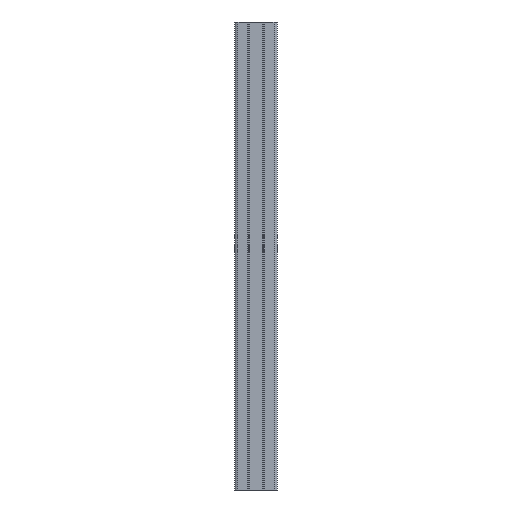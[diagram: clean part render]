
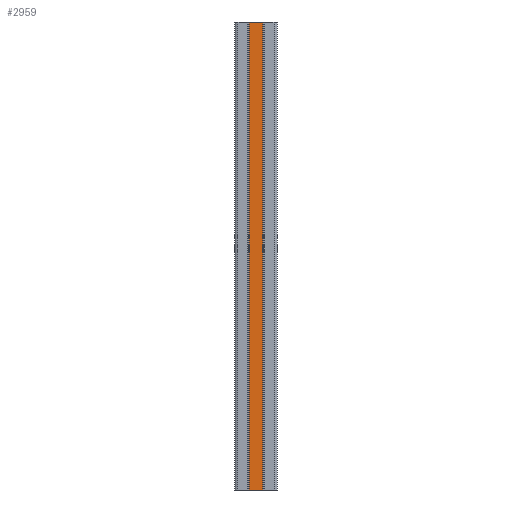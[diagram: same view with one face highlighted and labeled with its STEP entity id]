
A CAD part, front view. The second image highlights one B-rep face of the part: STEP entity #2959.
In plain terms, the highlighted planar face has unit normal (0, -1, 0).
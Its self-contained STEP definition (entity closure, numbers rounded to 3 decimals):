
#172 = AXIS2_PLACEMENT_3D ( 'NONE', #4772, #2595, #2227 ) ;
#371 = EDGE_CURVE ( 'NONE', #4271, #4657, #4409, .T. ) ;
#505 = LINE ( 'NONE', #1362, #2667 ) ;
#509 = VERTEX_POINT ( 'NONE', #1155 ) ;
#548 = EDGE_CURVE ( 'NONE', #509, #4657, #716, .T. ) ;
#716 = LINE ( 'NONE', #5015, #4232 ) ;
#849 = EDGE_LOOP ( 'NONE', ( #1511, #3597, #4659, #2933 ) ) ;
#889 = FACE_OUTER_BOUND ( 'NONE', #849, .T. ) ;
#1155 = CARTESIAN_POINT ( 'NONE',  ( -3.143, -3.85, -110. ) ) ;
#1351 = DIRECTION ( 'NONE',  ( 0., 0., -1. ) ) ;
#1362 = CARTESIAN_POINT ( 'NONE',  ( -3.143, -3.85, 110. ) ) ;
#1511 = ORIENTED_EDGE ( 'NONE', *, *, #548, .T. ) ;
#1755 = VECTOR ( 'NONE', #2917, 1000. ) ;
#2020 = DIRECTION ( 'NONE',  ( 1., 0., 0. ) ) ;
#2109 = VERTEX_POINT ( 'NONE', #2860 ) ;
#2129 = DIRECTION ( 'NONE',  ( 0., 0., -1. ) ) ;
#2148 = CARTESIAN_POINT ( 'NONE',  ( 3.143, -3.85, 110. ) ) ;
#2227 = DIRECTION ( 'NONE',  ( 0., 0., 1. ) ) ;
#2321 = EDGE_CURVE ( 'NONE', #2109, #4271, #3266, .T. ) ;
#2595 = DIRECTION ( 'NONE',  ( 0., 1., 0. ) ) ;
#2667 = VECTOR ( 'NONE', #2129, 1000. ) ;
#2707 = EDGE_CURVE ( 'NONE', #2109, #509, #505, .T. ) ;
#2860 = CARTESIAN_POINT ( 'NONE',  ( -3.143, -3.85, 110. ) ) ;
#2917 = DIRECTION ( 'NONE',  ( 1., 0., 0. ) ) ;
#2933 = ORIENTED_EDGE ( 'NONE', *, *, #2707, .T. ) ;
#2959 = ADVANCED_FACE ( 'NONE', ( #889 ), #4175, .F. ) ;
#3266 = LINE ( 'NONE', #3325, #1755 ) ;
#3325 = CARTESIAN_POINT ( 'NONE',  ( 3.143, -3.85, 110. ) ) ;
#3351 = CARTESIAN_POINT ( 'NONE',  ( 3.143, -3.85, 110. ) ) ;
#3597 = ORIENTED_EDGE ( 'NONE', *, *, #371, .F. ) ;
#4175 = PLANE ( 'NONE',  #172 ) ;
#4232 = VECTOR ( 'NONE', #2020, 1000. ) ;
#4271 = VERTEX_POINT ( 'NONE', #3351 ) ;
#4308 = CARTESIAN_POINT ( 'NONE',  ( 3.143, -3.85, -110. ) ) ;
#4409 = LINE ( 'NONE', #2148, #4857 ) ;
#4657 = VERTEX_POINT ( 'NONE', #4308 ) ;
#4659 = ORIENTED_EDGE ( 'NONE', *, *, #2321, .F. ) ;
#4772 = CARTESIAN_POINT ( 'NONE',  ( 3.143, -3.85, 110. ) ) ;
#4857 = VECTOR ( 'NONE', #1351, 1000. ) ;
#5015 = CARTESIAN_POINT ( 'NONE',  ( 3.143, -3.85, -110. ) ) ;
